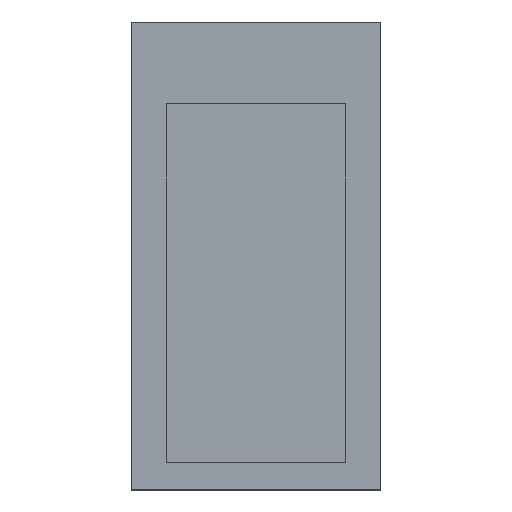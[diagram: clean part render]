
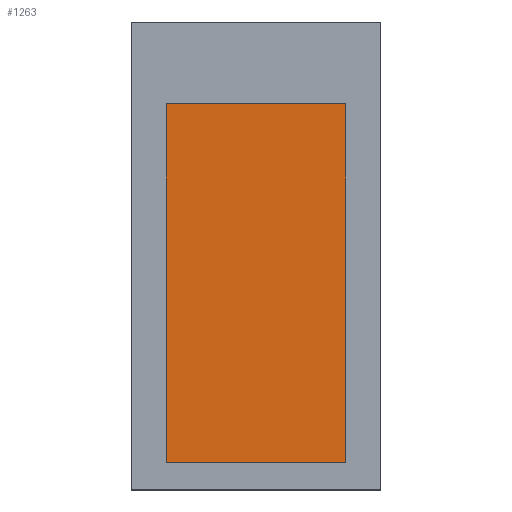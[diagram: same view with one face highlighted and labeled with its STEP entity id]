
A CAD part, top view. The second image highlights one B-rep face of the part: STEP entity #1263.
In plain terms, the highlighted planar face has unit normal (0, 0, 1).
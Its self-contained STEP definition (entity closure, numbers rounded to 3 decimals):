
#9 = VECTOR ( 'NONE', #593, 1000. ) ;
#113 = ORIENTED_EDGE ( 'NONE', *, *, #823, .T. ) ;
#124 = EDGE_CURVE ( 'NONE', #172, #1319, #1057, .T. ) ;
#148 = CARTESIAN_POINT ( 'NONE',  ( -0.575, 0.975, 0. ) ) ;
#163 = DIRECTION ( 'NONE',  ( 0., 0., 1. ) ) ;
#172 = VERTEX_POINT ( 'NONE', #1090 ) ;
#196 = EDGE_CURVE ( 'NONE', #1319, #494, #987, .T. ) ;
#255 = DIRECTION ( 'NONE',  ( -1., 0., 0. ) ) ;
#307 = VECTOR ( 'NONE', #557, 1000. ) ;
#376 = EDGE_LOOP ( 'NONE', ( #718, #735, #113, #1101 ) ) ;
#493 = CARTESIAN_POINT ( 'NONE',  ( 0.575, -1.325, 0. ) ) ;
#494 = VERTEX_POINT ( 'NONE', #520 ) ;
#520 = CARTESIAN_POINT ( 'NONE',  ( -0.575, -1.325, 0. ) ) ;
#557 = DIRECTION ( 'NONE',  ( 1., 0., 0. ) ) ;
#593 = DIRECTION ( 'NONE',  ( 0., -1., 0. ) ) ;
#598 = AXIS2_PLACEMENT_3D ( 'NONE', #608, #163, #1334 ) ;
#608 = CARTESIAN_POINT ( 'NONE',  ( 0., 0., 0. ) ) ;
#660 = FACE_OUTER_BOUND ( 'NONE', #376, .T. ) ;
#668 = CARTESIAN_POINT ( 'NONE',  ( -0.575, -1.325, 0. ) ) ;
#718 = ORIENTED_EDGE ( 'NONE', *, *, #196, .T. ) ;
#735 = ORIENTED_EDGE ( 'NONE', *, *, #1030, .T. ) ;
#823 = EDGE_CURVE ( 'NONE', #1321, #172, #851, .T. ) ;
#851 = LINE ( 'NONE', #1283, #1259 ) ;
#909 = CARTESIAN_POINT ( 'NONE',  ( -0.575, 0.975, 0. ) ) ;
#948 = LINE ( 'NONE', #668, #307 ) ;
#956 = DIRECTION ( 'NONE',  ( 0., 1., 0. ) ) ;
#987 = LINE ( 'NONE', #909, #9 ) ;
#1030 = EDGE_CURVE ( 'NONE', #494, #1321, #948, .T. ) ;
#1057 = LINE ( 'NONE', #148, #1302 ) ;
#1090 = CARTESIAN_POINT ( 'NONE',  ( 0.575, 0.975, 0. ) ) ;
#1101 = ORIENTED_EDGE ( 'NONE', *, *, #124, .T. ) ;
#1223 = PLANE ( 'NONE',  #598 ) ;
#1232 = CARTESIAN_POINT ( 'NONE',  ( -0.575, 0.975, 0. ) ) ;
#1259 = VECTOR ( 'NONE', #956, 1000. ) ;
#1263 = ADVANCED_FACE ( 'NONE', ( #660 ), #1223, .T. ) ;
#1283 = CARTESIAN_POINT ( 'NONE',  ( 0.575, 0.975, 0. ) ) ;
#1302 = VECTOR ( 'NONE', #255, 1000. ) ;
#1319 = VERTEX_POINT ( 'NONE', #1232 ) ;
#1321 = VERTEX_POINT ( 'NONE', #493 ) ;
#1334 = DIRECTION ( 'NONE',  ( 1., 0., 0. ) ) ;
